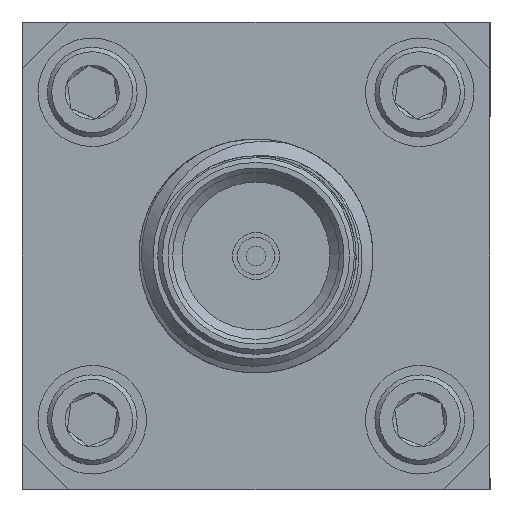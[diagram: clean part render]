
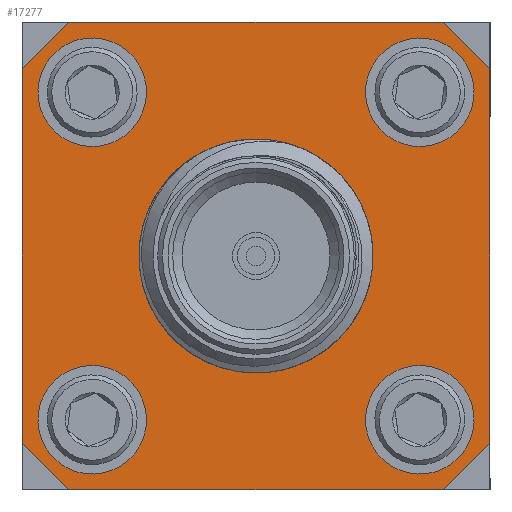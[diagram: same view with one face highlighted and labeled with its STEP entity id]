
A CAD part, left-side view. The second image highlights one B-rep face of the part: STEP entity #17277.
In plain terms, the highlighted planar face has unit normal (-1, 0, 0).
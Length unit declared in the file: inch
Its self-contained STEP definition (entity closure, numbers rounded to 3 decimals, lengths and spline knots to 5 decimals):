
#601 = AXIS2_PLACEMENT_3D ( 'NONE', #21280, #10327, #21665 ) ;
#844 = CARTESIAN_POINT ( 'NONE',  ( -0.87, -0.2, 0.25 ) ) ;
#910 = VERTEX_POINT ( 'NONE', #1415 ) ;
#1311 = CARTESIAN_POINT ( 'NONE',  ( -0.87, -0.175, 0.175 ) ) ;
#1415 = CARTESIAN_POINT ( 'NONE',  ( -0.87, 0.25, 0.2 ) ) ;
#1423 = CIRCLE ( 'NONE', #7540, 0.058 ) ;
#1521 = FACE_BOUND ( 'NONE', #5495, .T. ) ;
#2141 = DIRECTION ( 'NONE',  ( 0., -1., 0. ) ) ;
#2515 = LINE ( 'NONE', #25737, #31689 ) ;
#2593 = ORIENTED_EDGE ( 'NONE', *, *, #11473, .T. ) ;
#2652 = DIRECTION ( 'NONE',  ( 0., 0., 1. ) ) ;
#2750 = DIRECTION ( 'NONE',  ( 0., -0.707, -0.707 ) ) ;
#2848 = CARTESIAN_POINT ( 'NONE',  ( -0.87, -0.25, -0.25 ) ) ;
#3140 = DIRECTION ( 'NONE',  ( 0., 0.383, -0.924 ) ) ;
#3390 = DIRECTION ( 'NONE',  ( 0., 0., -1. ) ) ;
#4623 = CARTESIAN_POINT ( 'NONE',  ( -0.87, -0.2, -0.25 ) ) ;
#5243 = ORIENTED_EDGE ( 'NONE', *, *, #32434, .T. ) ;
#5318 = CARTESIAN_POINT ( 'NONE',  ( -0.87, -0.175, -0.175 ) ) ;
#5332 = ORIENTED_EDGE ( 'NONE', *, *, #30774, .F. ) ;
#5362 = VECTOR ( 'NONE', #16504, 39.37008 ) ;
#5495 = EDGE_LOOP ( 'NONE', ( #32956 ) ) ;
#5999 = ORIENTED_EDGE ( 'NONE', *, *, #34099, .T. ) ;
#7075 = VERTEX_POINT ( 'NONE', #30289 ) ;
#7271 = PLANE ( 'NONE',  #601 ) ;
#7294 = LINE ( 'NONE', #24377, #22257 ) ;
#7540 = AXIS2_PLACEMENT_3D ( 'NONE', #8594, #17439, #29137 ) ;
#7542 = VECTOR ( 'NONE', #18160, 39.37008 ) ;
#8594 = CARTESIAN_POINT ( 'NONE',  ( -0.87, 0.175, -0.175 ) ) ;
#8700 = LINE ( 'NONE', #16958, #32685 ) ;
#8987 = ORIENTED_EDGE ( 'NONE', *, *, #29021, .T. ) ;
#9565 = FACE_BOUND ( 'NONE', #16442, .T. ) ;
#10327 = DIRECTION ( 'NONE',  ( 1., 0., 0. ) ) ;
#10557 = CARTESIAN_POINT ( 'NONE',  ( -0.87, -0.25, 0.25 ) ) ;
#10757 = EDGE_CURVE ( 'NONE', #30614, #25022, #20841, .T. ) ;
#11473 = EDGE_CURVE ( 'NONE', #24963, #24963, #29295, .T. ) ;
#12145 = DIRECTION ( 'NONE',  ( -1., 0., 0. ) ) ;
#12926 = CARTESIAN_POINT ( 'NONE',  ( -0.87, 0.25, -0.2 ) ) ;
#12996 = DIRECTION ( 'NONE',  ( 1., 0., 0. ) ) ;
#13261 = VERTEX_POINT ( 'NONE', #35218 ) ;
#13567 = DIRECTION ( 'NONE',  ( -1., 0., 0. ) ) ;
#15458 = CARTESIAN_POINT ( 'NONE',  ( -0.87, -0.2, 0.25 ) ) ;
#15461 = EDGE_CURVE ( 'NONE', #13261, #26249, #2515, .T. ) ;
#16021 = EDGE_LOOP ( 'NONE', ( #2593 ) ) ;
#16280 = FACE_OUTER_BOUND ( 'NONE', #29241, .T. ) ;
#16442 = EDGE_LOOP ( 'NONE', ( #28151 ) ) ;
#16501 = VECTOR ( 'NONE', #2750, 39.37008 ) ;
#16504 = DIRECTION ( 'NONE',  ( 0., 1., 0. ) ) ;
#16672 = AXIS2_PLACEMENT_3D ( 'NONE', #20790, #12145, #3140 ) ;
#16798 = ORIENTED_EDGE ( 'NONE', *, *, #10757, .T. ) ;
#16958 = CARTESIAN_POINT ( 'NONE',  ( -0.87, 0.25, -0.25 ) ) ;
#17061 = AXIS2_PLACEMENT_3D ( 'NONE', #5318, #13567, #21512 ) ;
#17277 = ADVANCED_FACE ( 'NONE', ( #16280, #1521, #36622, #9565, #33552, #36052 ), #7271, .F. ) ;
#17439 = DIRECTION ( 'NONE',  ( 1., 0., 0. ) ) ;
#17721 = CARTESIAN_POINT ( 'NONE',  ( -0.87, 0.2, -0.25 ) ) ;
#18160 = DIRECTION ( 'NONE',  ( 0., 0.707, 0.707 ) ) ;
#18892 = AXIS2_PLACEMENT_3D ( 'NONE', #36182, #32367, #3390 ) ;
#19134 = DIRECTION ( 'NONE',  ( 0., -0.383, -0.924 ) ) ;
#19336 = CARTESIAN_POINT ( 'NONE',  ( -0.87, -0.19722, 0.12142 ) ) ;
#19508 = CARTESIAN_POINT ( 'NONE',  ( -0.87, -0.25, -0.2 ) ) ;
#20492 = VERTEX_POINT ( 'NONE', #23243 ) ;
#20790 = CARTESIAN_POINT ( 'NONE',  ( -0.87, 0.175, 0.175 ) ) ;
#20841 = LINE ( 'NONE', #15458, #7542 ) ;
#21109 = AXIS2_PLACEMENT_3D ( 'NONE', #1311, #12996, #19134 ) ;
#21175 = ORIENTED_EDGE ( 'NONE', *, *, #34586, .T. ) ;
#21280 = CARTESIAN_POINT ( 'NONE',  ( -0.87, 0., 0. ) ) ;
#21512 = DIRECTION ( 'NONE',  ( 0., -0.383, 0.924 ) ) ;
#21665 = DIRECTION ( 'NONE',  ( 0., 1., 0. ) ) ;
#21686 = DIRECTION ( 'NONE',  ( 0., 0.707, -0.707 ) ) ;
#22257 = VECTOR ( 'NONE', #21686, 39.37008 ) ;
#23205 = CARTESIAN_POINT ( 'NONE',  ( -0.87, 0.19722, 0.12142 ) ) ;
#23243 = CARTESIAN_POINT ( 'NONE',  ( -0.87, 0.2, 0.25 ) ) ;
#23322 = EDGE_CURVE ( 'NONE', #26249, #34574, #37337, .T. ) ;
#23472 = VECTOR ( 'NONE', #2652, 39.37008 ) ;
#23763 = EDGE_CURVE ( 'NONE', #31840, #31840, #30158, .T. ) ;
#24377 = CARTESIAN_POINT ( 'NONE',  ( -0.87, 0.25, 0.2 ) ) ;
#24731 = VERTEX_POINT ( 'NONE', #19336 ) ;
#24963 = VERTEX_POINT ( 'NONE', #33960 ) ;
#25022 = VERTEX_POINT ( 'NONE', #844 ) ;
#25737 = CARTESIAN_POINT ( 'NONE',  ( -0.87, -0.25, -0.25 ) ) ;
#25886 = VECTOR ( 'NONE', #31201, 39.37008 ) ;
#26249 = VERTEX_POINT ( 'NONE', #4623 ) ;
#26670 = VERTEX_POINT ( 'NONE', #32413 ) ;
#27390 = EDGE_LOOP ( 'NONE', ( #34329 ) ) ;
#28151 = ORIENTED_EDGE ( 'NONE', *, *, #34115, .T. ) ;
#28406 = LINE ( 'NONE', #10557, #5362 ) ;
#28839 = LINE ( 'NONE', #17721, #16501 ) ;
#28938 = LINE ( 'NONE', #2848, #23472 ) ;
#29021 = EDGE_CURVE ( 'NONE', #25022, #20492, #28406, .T. ) ;
#29137 = DIRECTION ( 'NONE',  ( 0., 0.383, 0.924 ) ) ;
#29238 = DIRECTION ( 'NONE',  ( 0., 0., -1. ) ) ;
#29241 = EDGE_LOOP ( 'NONE', ( #30562, #31133, #5999, #16798, #8987, #21175, #31705, #5243 ) ) ;
#29295 = CIRCLE ( 'NONE', #18892, 0.115 ) ;
#29586 = CARTESIAN_POINT ( 'NONE',  ( -0.87, -0.25, 0.2 ) ) ;
#29714 = CIRCLE ( 'NONE', #21109, 0.058 ) ;
#30158 = CIRCLE ( 'NONE', #16672, 0.058 ) ;
#30289 = CARTESIAN_POINT ( 'NONE',  ( -0.87, 0.19722, -0.12142 ) ) ;
#30334 = EDGE_LOOP ( 'NONE', ( #5332 ) ) ;
#30562 = ORIENTED_EDGE ( 'NONE', *, *, #15461, .T. ) ;
#30614 = VERTEX_POINT ( 'NONE', #29586 ) ;
#30774 = EDGE_CURVE ( 'NONE', #26670, #26670, #33605, .T. ) ;
#31133 = ORIENTED_EDGE ( 'NONE', *, *, #23322, .T. ) ;
#31201 = DIRECTION ( 'NONE',  ( 0., -0.707, 0.707 ) ) ;
#31614 = VERTEX_POINT ( 'NONE', #12926 ) ;
#31689 = VECTOR ( 'NONE', #2141, 39.37008 ) ;
#31705 = ORIENTED_EDGE ( 'NONE', *, *, #35633, .T. ) ;
#31840 = VERTEX_POINT ( 'NONE', #23205 ) ;
#32367 = DIRECTION ( 'NONE',  ( 1., 0., 0. ) ) ;
#32413 = CARTESIAN_POINT ( 'NONE',  ( -0.87, -0.19722, -0.12142 ) ) ;
#32434 = EDGE_CURVE ( 'NONE', #31614, #13261, #28839, .T. ) ;
#32685 = VECTOR ( 'NONE', #29238, 39.37008 ) ;
#32956 = ORIENTED_EDGE ( 'NONE', *, *, #23763, .F. ) ;
#33182 = CARTESIAN_POINT ( 'NONE',  ( -0.87, -0.25, -0.2 ) ) ;
#33552 = FACE_BOUND ( 'NONE', #30334, .T. ) ;
#33605 = CIRCLE ( 'NONE', #17061, 0.058 ) ;
#33960 = CARTESIAN_POINT ( 'NONE',  ( -0.87, 0., -0.115 ) ) ;
#34099 = EDGE_CURVE ( 'NONE', #34574, #30614, #28938, .T. ) ;
#34115 = EDGE_CURVE ( 'NONE', #7075, #7075, #1423, .T. ) ;
#34329 = ORIENTED_EDGE ( 'NONE', *, *, #37031, .T. ) ;
#34574 = VERTEX_POINT ( 'NONE', #33182 ) ;
#34586 = EDGE_CURVE ( 'NONE', #20492, #910, #7294, .T. ) ;
#35218 = CARTESIAN_POINT ( 'NONE',  ( -0.87, 0.2, -0.25 ) ) ;
#35633 = EDGE_CURVE ( 'NONE', #910, #31614, #8700, .T. ) ;
#36052 = FACE_BOUND ( 'NONE', #27390, .T. ) ;
#36182 = CARTESIAN_POINT ( 'NONE',  ( -0.87, 0., 0. ) ) ;
#36622 = FACE_BOUND ( 'NONE', #16021, .T. ) ;
#37031 = EDGE_CURVE ( 'NONE', #24731, #24731, #29714, .T. ) ;
#37337 = LINE ( 'NONE', #19508, #25886 ) ;
